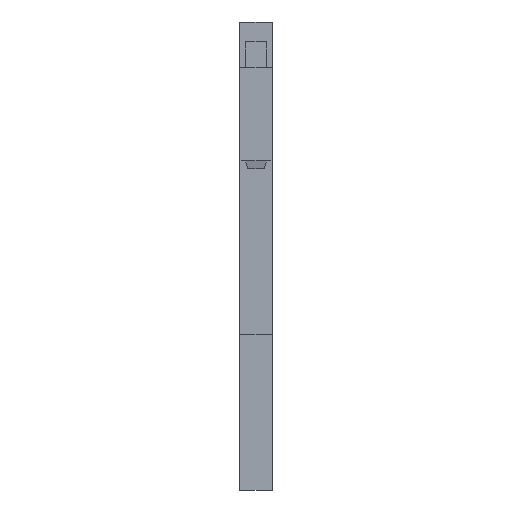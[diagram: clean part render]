
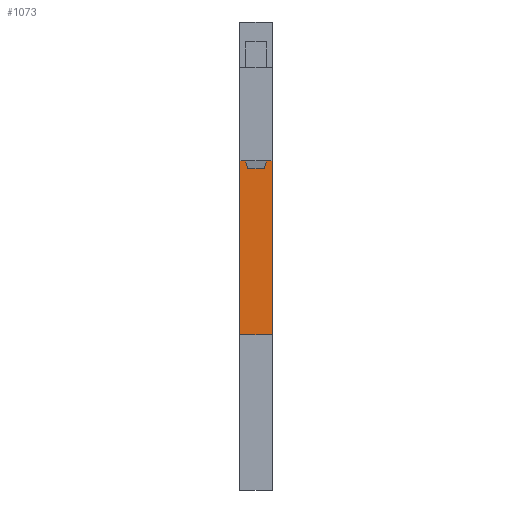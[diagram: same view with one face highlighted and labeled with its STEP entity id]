
A CAD part, front view. The second image highlights one B-rep face of the part: STEP entity #1073.
In plain terms, the highlighted planar face has unit normal (0, -1, 0).
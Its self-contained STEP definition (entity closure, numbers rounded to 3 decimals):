
#174 = DIRECTION ( 'NONE',  ( 0., 0., -1. ) ) ;
#346 = VECTOR ( 'NONE', #981, 1000. ) ;
#549 = EDGE_CURVE ( 'NONE', #587, #3521, #4182, .T. ) ;
#587 = VERTEX_POINT ( 'NONE', #4134 ) ;
#735 = VECTOR ( 'NONE', #4388, 1000. ) ;
#981 = DIRECTION ( 'NONE',  ( -1., 0., 0. ) ) ;
#1012 = EDGE_CURVE ( 'NONE', #2740, #2548, #3103, .T. ) ;
#1073 = ADVANCED_FACE ( 'NONE', ( #3262 ), #1242, .F. ) ;
#1242 = PLANE ( 'NONE',  #2012 ) ;
#1361 = VECTOR ( 'NONE', #2015, 1000. ) ;
#2012 = AXIS2_PLACEMENT_3D ( 'NONE', #2311, #4373, #3368 ) ;
#2015 = DIRECTION ( 'NONE',  ( -1., 0., 0. ) ) ;
#2057 = CARTESIAN_POINT ( 'NONE',  ( 6.2, 3.5, 0. ) ) ;
#2311 = CARTESIAN_POINT ( 'NONE',  ( 6.2, 3.5, 0. ) ) ;
#2426 = EDGE_CURVE ( 'NONE', #2548, #3521, #4173, .T. ) ;
#2467 = ORIENTED_EDGE ( 'NONE', *, *, #1012, .F. ) ;
#2483 = CARTESIAN_POINT ( 'NONE',  ( 0., 3.5, -35. ) ) ;
#2548 = VERTEX_POINT ( 'NONE', #3025 ) ;
#2665 = CARTESIAN_POINT ( 'NONE',  ( 6.2, 3.5, 0. ) ) ;
#2740 = VERTEX_POINT ( 'NONE', #4272 ) ;
#2745 = ORIENTED_EDGE ( 'NONE', *, *, #4003, .T. ) ;
#2806 = ORIENTED_EDGE ( 'NONE', *, *, #549, .T. ) ;
#3025 = CARTESIAN_POINT ( 'NONE',  ( 6.2, 3.5, -35. ) ) ;
#3058 = LINE ( 'NONE', #2057, #346 ) ;
#3103 = LINE ( 'NONE', #2665, #735 ) ;
#3262 = FACE_OUTER_BOUND ( 'NONE', #3299, .T. ) ;
#3299 = EDGE_LOOP ( 'NONE', ( #2806, #4392, #2467, #2745 ) ) ;
#3368 = DIRECTION ( 'NONE',  ( 0., 0., 1. ) ) ;
#3521 = VERTEX_POINT ( 'NONE', #2483 ) ;
#4003 = EDGE_CURVE ( 'NONE', #2740, #587, #3058, .T. ) ;
#4134 = CARTESIAN_POINT ( 'NONE',  ( 0., 3.5, 0. ) ) ;
#4173 = LINE ( 'NONE', #4470, #1361 ) ;
#4182 = LINE ( 'NONE', #4503, #4452 ) ;
#4272 = CARTESIAN_POINT ( 'NONE',  ( 6.2, 3.5, 0. ) ) ;
#4373 = DIRECTION ( 'NONE',  ( 0., 1., 0. ) ) ;
#4388 = DIRECTION ( 'NONE',  ( 0., 0., -1. ) ) ;
#4392 = ORIENTED_EDGE ( 'NONE', *, *, #2426, .F. ) ;
#4452 = VECTOR ( 'NONE', #174, 1000. ) ;
#4470 = CARTESIAN_POINT ( 'NONE',  ( 6.2, 3.5, -35. ) ) ;
#4503 = CARTESIAN_POINT ( 'NONE',  ( 0., 3.5, 0. ) ) ;
